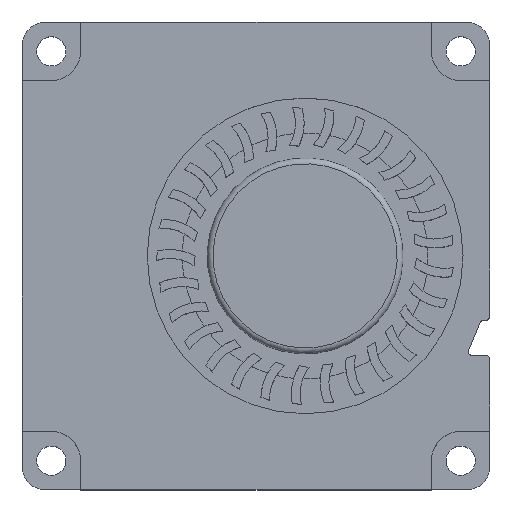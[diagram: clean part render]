
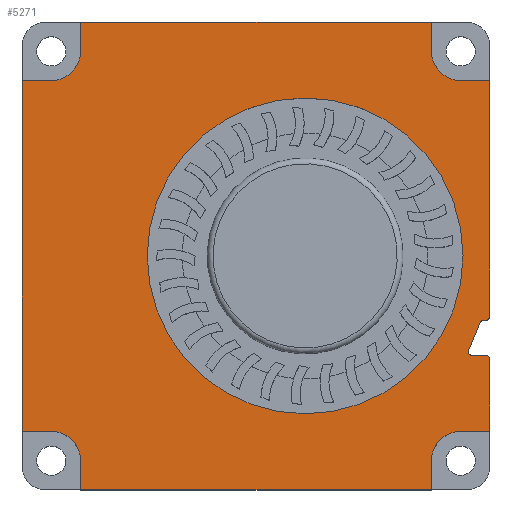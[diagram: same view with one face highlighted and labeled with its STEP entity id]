
A CAD part, top view. The second image highlights one B-rep face of the part: STEP entity #5271.
In plain terms, the highlighted planar face has unit normal (0, 0, 1).
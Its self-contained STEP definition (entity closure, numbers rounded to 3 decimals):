
#25=FACE_BOUND('',#1720,.T.);
#164=PLANE('',#5833);
#584=LINE('',#8798,#1043);
#587=LINE('',#8806,#1046);
#590=LINE('',#8814,#1049);
#593=LINE('',#8822,#1052);
#594=LINE('',#8825,#1053);
#597=LINE('',#8831,#1056);
#602=LINE('',#8839,#1061);
#605=LINE('',#8845,#1064);
#611=LINE('',#8858,#1070);
#613=LINE('',#8864,#1072);
#615=LINE('',#8868,#1074);
#617=LINE('',#8874,#1076);
#619=LINE('',#8878,#1078);
#621=LINE('',#8884,#1080);
#623=LINE('',#8888,#1082);
#625=LINE('',#8894,#1084);
#1043=VECTOR('',#7281,1000.);
#1046=VECTOR('',#7290,1000.);
#1049=VECTOR('',#7299,1000.);
#1052=VECTOR('',#7308,1000.);
#1053=VECTOR('',#7311,1000.);
#1056=VECTOR('',#7316,1000.);
#1061=VECTOR('',#7323,1000.);
#1064=VECTOR('',#7328,1000.);
#1070=VECTOR('',#7340,1000.);
#1072=VECTOR('',#7348,1000.);
#1074=VECTOR('',#7352,1000.);
#1076=VECTOR('',#7360,1000.);
#1078=VECTOR('',#7364,1000.);
#1080=VECTOR('',#7372,1000.);
#1082=VECTOR('',#7376,1000.);
#1084=VECTOR('',#7384,1000.);
#1453=FACE_OUTER_BOUND('',#1719,.T.);
#1719=EDGE_LOOP('',(#4697,#4698,#4699,#4700,#4701,#4702,#4703,#4704,#4705,
#4706,#4707,#4708,#4709,#4710,#4711,#4712,#4713,#4714,#4715,#4716,#4717,
#4718,#4719,#4720));
#1720=EDGE_LOOP('',(#4721));
#1962=CIRCLE('',#5707,13.5);
#2006=CIRCLE('',#5800,0.35);
#2007=CIRCLE('',#5803,0.3);
#2008=CIRCLE('',#5806,0.3);
#2009=CIRCLE('',#5809,0.35);
#2011=CIRCLE('',#5819,2.5);
#2012=CIRCLE('',#5823,2.5);
#2013=CIRCLE('',#5827,2.5);
#2014=CIRCLE('',#5831,2.5);
#2368=VERTEX_POINT('',#8454);
#2487=VERTEX_POINT('',#8788);
#2488=VERTEX_POINT('',#8790);
#2490=VERTEX_POINT('',#8796);
#2491=VERTEX_POINT('',#8800);
#2492=VERTEX_POINT('',#8802);
#2493=VERTEX_POINT('',#8808);
#2494=VERTEX_POINT('',#8810);
#2495=VERTEX_POINT('',#8816);
#2496=VERTEX_POINT('',#8818);
#2497=VERTEX_POINT('',#8824);
#2498=VERTEX_POINT('',#8828);
#2499=VERTEX_POINT('',#8830);
#2500=VERTEX_POINT('',#8836);
#2501=VERTEX_POINT('',#8838);
#2502=VERTEX_POINT('',#8842);
#2503=VERTEX_POINT('',#8844);
#2507=VERTEX_POINT('',#8856);
#2508=VERTEX_POINT('',#8860);
#2509=VERTEX_POINT('',#8866);
#2510=VERTEX_POINT('',#8870);
#2511=VERTEX_POINT('',#8876);
#2512=VERTEX_POINT('',#8880);
#2513=VERTEX_POINT('',#8886);
#2514=VERTEX_POINT('',#8890);
#3045=EDGE_CURVE('',#2368,#2368,#1962,.T.);
#3211=EDGE_CURVE('',#2488,#2487,#2006,.T.);
#3215=EDGE_CURVE('',#2487,#2490,#584,.T.);
#3217=EDGE_CURVE('',#2492,#2491,#2007,.T.);
#3219=EDGE_CURVE('',#2491,#2488,#587,.T.);
#3221=EDGE_CURVE('',#2494,#2493,#2008,.T.);
#3223=EDGE_CURVE('',#2493,#2492,#590,.T.);
#3225=EDGE_CURVE('',#2496,#2495,#2009,.T.);
#3227=EDGE_CURVE('',#2495,#2494,#593,.T.);
#3228=EDGE_CURVE('',#2497,#2496,#594,.T.);
#3231=EDGE_CURVE('',#2499,#2498,#597,.T.);
#3236=EDGE_CURVE('',#2500,#2501,#602,.T.);
#3239=EDGE_CURVE('',#2502,#2503,#605,.T.);
#3246=EDGE_CURVE('',#2490,#2507,#611,.T.);
#3248=EDGE_CURVE('',#2507,#2508,#2011,.T.);
#3249=EDGE_CURVE('',#2503,#2508,#613,.T.);
#3251=EDGE_CURVE('',#2500,#2509,#615,.T.);
#3253=EDGE_CURVE('',#2509,#2510,#2012,.T.);
#3254=EDGE_CURVE('',#2499,#2510,#617,.T.);
#3256=EDGE_CURVE('',#2498,#2511,#619,.T.);
#3258=EDGE_CURVE('',#2512,#2511,#2013,.T.);
#3259=EDGE_CURVE('',#2497,#2512,#621,.T.);
#3261=EDGE_CURVE('',#2502,#2513,#623,.T.);
#3263=EDGE_CURVE('',#2514,#2513,#2014,.T.);
#3264=EDGE_CURVE('',#2501,#2514,#625,.T.);
#4697=ORIENTED_EDGE('',*,*,#3231,.T.);
#4698=ORIENTED_EDGE('',*,*,#3256,.T.);
#4699=ORIENTED_EDGE('',*,*,#3258,.F.);
#4700=ORIENTED_EDGE('',*,*,#3259,.F.);
#4701=ORIENTED_EDGE('',*,*,#3228,.T.);
#4702=ORIENTED_EDGE('',*,*,#3225,.T.);
#4703=ORIENTED_EDGE('',*,*,#3227,.T.);
#4704=ORIENTED_EDGE('',*,*,#3221,.T.);
#4705=ORIENTED_EDGE('',*,*,#3223,.T.);
#4706=ORIENTED_EDGE('',*,*,#3217,.T.);
#4707=ORIENTED_EDGE('',*,*,#3219,.T.);
#4708=ORIENTED_EDGE('',*,*,#3211,.T.);
#4709=ORIENTED_EDGE('',*,*,#3215,.T.);
#4710=ORIENTED_EDGE('',*,*,#3246,.T.);
#4711=ORIENTED_EDGE('',*,*,#3248,.T.);
#4712=ORIENTED_EDGE('',*,*,#3249,.F.);
#4713=ORIENTED_EDGE('',*,*,#3239,.F.);
#4714=ORIENTED_EDGE('',*,*,#3261,.T.);
#4715=ORIENTED_EDGE('',*,*,#3263,.F.);
#4716=ORIENTED_EDGE('',*,*,#3264,.F.);
#4717=ORIENTED_EDGE('',*,*,#3236,.F.);
#4718=ORIENTED_EDGE('',*,*,#3251,.T.);
#4719=ORIENTED_EDGE('',*,*,#3253,.T.);
#4720=ORIENTED_EDGE('',*,*,#3254,.F.);
#4721=ORIENTED_EDGE('',*,*,#3045,.F.);
#5271=ADVANCED_FACE('',(#1453,#25),#164,.T.);
#5707=AXIS2_PLACEMENT_3D('',#8456,#6966,#6967);
#5800=AXIS2_PLACEMENT_3D('',#8791,#7274,#7275);
#5803=AXIS2_PLACEMENT_3D('',#8803,#7285,#7286);
#5806=AXIS2_PLACEMENT_3D('',#8811,#7294,#7295);
#5809=AXIS2_PLACEMENT_3D('',#8819,#7303,#7304);
#5819=AXIS2_PLACEMENT_3D('',#8862,#7344,#7345);
#5823=AXIS2_PLACEMENT_3D('',#8872,#7356,#7357);
#5827=AXIS2_PLACEMENT_3D('',#8882,#7368,#7369);
#5831=AXIS2_PLACEMENT_3D('',#8892,#7380,#7381);
#5833=AXIS2_PLACEMENT_3D('',#8895,#7385,#7386);
#6966=DIRECTION('center_axis',(0.,0.,1.));
#6967=DIRECTION('ref_axis',(1.,0.,0.));
#7274=DIRECTION('center_axis',(0.,0.,1.));
#7275=DIRECTION('ref_axis',(1.,0.,0.));
#7281=DIRECTION('',(0.,1.,0.));
#7285=DIRECTION('center_axis',(0.,0.,-1.));
#7286=DIRECTION('ref_axis',(1.,0.,0.));
#7290=DIRECTION('',(1.,0.,0.));
#7294=DIRECTION('center_axis',(0.,0.,-1.));
#7295=DIRECTION('ref_axis',(1.,0.,0.));
#7299=DIRECTION('',(0.385,0.923,0.));
#7303=DIRECTION('center_axis',(0.,0.,1.));
#7304=DIRECTION('ref_axis',(1.,0.,0.));
#7308=DIRECTION('',(-1.,0.,0.));
#7311=DIRECTION('',(0.,1.,0.));
#7316=DIRECTION('',(1.,0.,0.));
#7323=DIRECTION('',(0.,1.,0.));
#7328=DIRECTION('',(1.,0.,0.));
#7340=DIRECTION('',(-1.,0.,0.));
#7344=DIRECTION('center_axis',(0.,0.,-1.));
#7345=DIRECTION('ref_axis',(1.,0.,0.));
#7348=DIRECTION('',(0.,-1.,0.));
#7352=DIRECTION('',(1.,0.,0.));
#7356=DIRECTION('center_axis',(0.,0.,-1.));
#7357=DIRECTION('ref_axis',(1.,0.,0.));
#7360=DIRECTION('',(0.,1.,0.));
#7364=DIRECTION('',(0.,1.,0.));
#7368=DIRECTION('center_axis',(0.,0.,1.));
#7369=DIRECTION('ref_axis',(1.,0.,0.));
#7372=DIRECTION('',(-1.,0.,0.));
#7376=DIRECTION('',(0.,-1.,0.));
#7380=DIRECTION('center_axis',(0.,0.,1.));
#7381=DIRECTION('ref_axis',(1.,0.,0.));
#7384=DIRECTION('',(1.,0.,0.));
#7385=DIRECTION('center_axis',(0.,0.,1.));
#7386=DIRECTION('ref_axis',(1.,0.,0.));
#8454=CARTESIAN_POINT('',(12.288,27.405,25.039));
#8456=CARTESIAN_POINT('Origin',(25.788,27.405,25.039));
#8788=CARTESIAN_POINT('',(41.588,22.255,25.039));
#8790=CARTESIAN_POINT('',(41.238,21.905,25.039));
#8791=CARTESIAN_POINT('Origin',(41.238,22.255,25.039));
#8796=CARTESIAN_POINT('',(41.588,42.405,25.039));
#8798=CARTESIAN_POINT('',(41.588,27.405,25.039));
#8800=CARTESIAN_POINT('',(41.038,21.905,25.039));
#8802=CARTESIAN_POINT('',(40.761,21.721,25.039));
#8803=CARTESIAN_POINT('Origin',(41.038,21.605,25.039));
#8806=CARTESIAN_POINT('',(21.588,21.905,25.039));
#8808=CARTESIAN_POINT('',(39.761,19.321,25.039));
#8810=CARTESIAN_POINT('',(40.038,18.905,25.039));
#8811=CARTESIAN_POINT('Origin',(40.038,19.205,25.039));
#8814=CARTESIAN_POINT('',(39.943,19.757,25.039));
#8816=CARTESIAN_POINT('',(41.238,18.905,25.039));
#8818=CARTESIAN_POINT('',(41.588,18.555,25.039));
#8819=CARTESIAN_POINT('Origin',(41.238,18.555,25.039));
#8822=CARTESIAN_POINT('',(21.588,18.905,25.039));
#8824=CARTESIAN_POINT('',(41.588,12.405,25.039));
#8825=CARTESIAN_POINT('',(41.588,27.405,25.039));
#8828=CARTESIAN_POINT('',(36.588,7.405,25.039));
#8830=CARTESIAN_POINT('',(6.588,7.405,25.039));
#8831=CARTESIAN_POINT('',(21.588,7.405,25.039));
#8836=CARTESIAN_POINT('',(1.588,12.405,25.039));
#8838=CARTESIAN_POINT('',(1.588,42.405,25.039));
#8839=CARTESIAN_POINT('',(1.588,27.405,25.039));
#8842=CARTESIAN_POINT('',(6.588,47.405,25.039));
#8844=CARTESIAN_POINT('',(36.588,47.405,25.039));
#8845=CARTESIAN_POINT('',(21.588,47.405,25.039));
#8856=CARTESIAN_POINT('',(39.088,42.405,25.039));
#8858=CARTESIAN_POINT('',(21.588,42.405,25.039));
#8860=CARTESIAN_POINT('',(36.588,44.905,25.039));
#8862=CARTESIAN_POINT('Origin',(39.088,44.905,25.039));
#8864=CARTESIAN_POINT('',(36.588,27.405,25.039));
#8866=CARTESIAN_POINT('',(4.088,12.405,25.039));
#8868=CARTESIAN_POINT('',(21.588,12.405,25.039));
#8870=CARTESIAN_POINT('',(6.588,9.905,25.039));
#8872=CARTESIAN_POINT('Origin',(4.088,9.905,25.039));
#8874=CARTESIAN_POINT('',(6.588,27.405,25.039));
#8876=CARTESIAN_POINT('',(36.588,9.905,25.039));
#8878=CARTESIAN_POINT('',(36.588,27.405,25.039));
#8880=CARTESIAN_POINT('',(39.088,12.405,25.039));
#8882=CARTESIAN_POINT('Origin',(39.088,9.905,25.039));
#8884=CARTESIAN_POINT('',(21.588,12.405,25.039));
#8886=CARTESIAN_POINT('',(6.588,44.905,25.039));
#8888=CARTESIAN_POINT('',(6.588,27.405,25.039));
#8890=CARTESIAN_POINT('',(4.088,42.405,25.039));
#8892=CARTESIAN_POINT('Origin',(4.088,44.905,25.039));
#8894=CARTESIAN_POINT('',(21.588,42.405,25.039));
#8895=CARTESIAN_POINT('Origin',(21.588,27.405,25.039));
